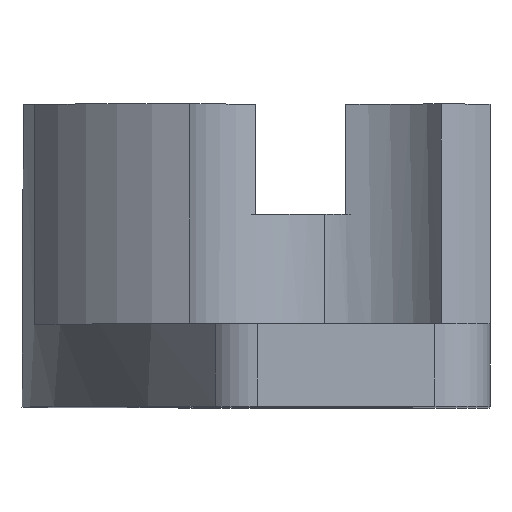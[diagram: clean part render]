
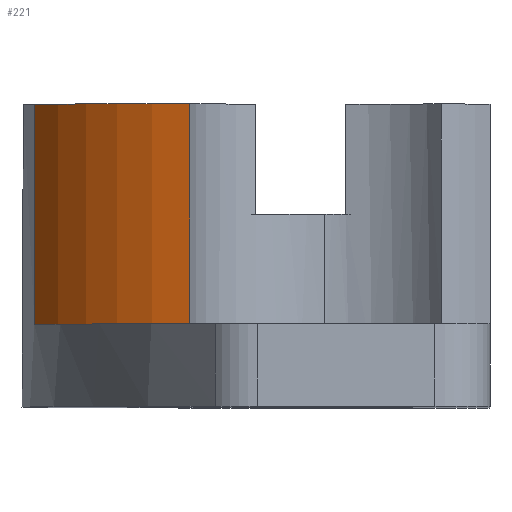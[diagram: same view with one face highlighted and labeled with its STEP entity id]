
A CAD part, top view. The second image highlights one B-rep face of the part: STEP entity #221.
In plain terms, the highlighted cylindrical face has radius 5 mm (diameter 10 mm), a partial arc.
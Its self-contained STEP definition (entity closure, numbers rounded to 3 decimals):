
#17 = CARTESIAN_POINT ( 'NONE',  ( -4.274, 3.5, 2.595 ) ) ;
#36 = CARTESIAN_POINT ( 'NONE',  ( -1.456, 5.5, 4.783 ) ) ;
#60 = VECTOR ( 'NONE', #902, 1000. ) ;
#77 = EDGE_CURVE ( 'NONE', #634, #1279, #552, .T. ) ;
#80 = FACE_OUTER_BOUND ( 'NONE', #1035, .T. ) ;
#184 = EDGE_CURVE ( 'NONE', #634, #1198, #677, .T. ) ;
#210 = DIRECTION ( 'NONE',  ( 0., -1., 0. ) ) ;
#219 = ORIENTED_EDGE ( 'NONE', *, *, #77, .T. ) ;
#221 = ADVANCED_FACE ( 'NONE', ( #80 ), #1213, .T. ) ;
#229 = LINE ( 'NONE', #1001, #60 ) ;
#293 = DIRECTION ( 'NONE',  ( 0., 1., 0. ) ) ;
#397 = EDGE_CURVE ( 'NONE', #1198, #995, #229, .T. ) ;
#453 = DIRECTION ( 'NONE',  ( 0., 1., 0. ) ) ;
#552 = LINE ( 'NONE', #17, #1067 ) ;
#575 = DIRECTION ( 'NONE',  ( 0., 1., 0. ) ) ;
#634 = VERTEX_POINT ( 'NONE', #1342 ) ;
#660 = AXIS2_PLACEMENT_3D ( 'NONE', #1024, #293, #1367 ) ;
#677 = CIRCLE ( 'NONE', #844, 5. ) ;
#710 = CARTESIAN_POINT ( 'NONE',  ( -4.274, 1.5, 2.595 ) ) ;
#758 = DIRECTION ( 'NONE',  ( 0., 0., 1. ) ) ;
#763 = CARTESIAN_POINT ( 'NONE',  ( 0., 5.5, 0. ) ) ;
#844 = AXIS2_PLACEMENT_3D ( 'NONE', #763, #453, #1201 ) ;
#856 = AXIS2_PLACEMENT_3D ( 'NONE', #1088, #575, #758 ) ;
#902 = DIRECTION ( 'NONE',  ( 0., -1., 0. ) ) ;
#994 = CIRCLE ( 'NONE', #660, 5. ) ;
#995 = VERTEX_POINT ( 'NONE', #1245 ) ;
#1001 = CARTESIAN_POINT ( 'NONE',  ( -1.456, 3.2, 4.783 ) ) ;
#1024 = CARTESIAN_POINT ( 'NONE',  ( 0., 1.5, 0. ) ) ;
#1035 = EDGE_LOOP ( 'NONE', ( #1090, #1225, #219, #1154 ) ) ;
#1067 = VECTOR ( 'NONE', #210, 1000. ) ;
#1088 = CARTESIAN_POINT ( 'NONE',  ( 0., -22.584, 0. ) ) ;
#1090 = ORIENTED_EDGE ( 'NONE', *, *, #397, .F. ) ;
#1154 = ORIENTED_EDGE ( 'NONE', *, *, #1191, .T. ) ;
#1191 = EDGE_CURVE ( 'NONE', #1279, #995, #994, .T. ) ;
#1198 = VERTEX_POINT ( 'NONE', #36 ) ;
#1201 = DIRECTION ( 'NONE',  ( 0., 0., 1. ) ) ;
#1213 = CYLINDRICAL_SURFACE ( 'NONE', #856, 5. ) ;
#1225 = ORIENTED_EDGE ( 'NONE', *, *, #184, .F. ) ;
#1245 = CARTESIAN_POINT ( 'NONE',  ( -1.456, 1.5, 4.783 ) ) ;
#1279 = VERTEX_POINT ( 'NONE', #710 ) ;
#1342 = CARTESIAN_POINT ( 'NONE',  ( -4.274, 5.5, 2.595 ) ) ;
#1367 = DIRECTION ( 'NONE',  ( 0., 0., -1. ) ) ;
